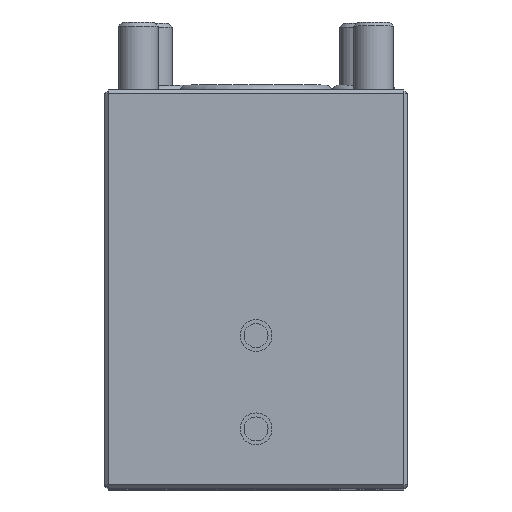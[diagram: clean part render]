
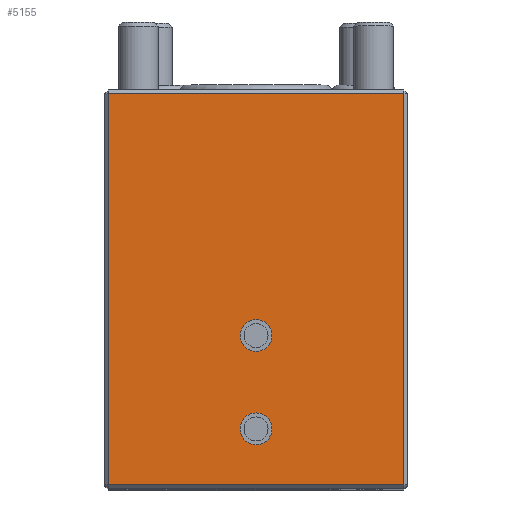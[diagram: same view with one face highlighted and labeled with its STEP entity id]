
A CAD part, top view. The second image highlights one B-rep face of the part: STEP entity #5155.
In plain terms, the highlighted planar face has unit normal (0, 0, 1).
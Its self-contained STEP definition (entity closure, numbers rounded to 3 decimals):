
#373=CIRCLE('',#5619,2.);
#374=CIRCLE('',#5620,2.);
#804=ORIENTED_EDGE('',*,*,#2072,.T.);
#805=ORIENTED_EDGE('',*,*,#2073,.T.);
#806=ORIENTED_EDGE('',*,*,#2074,.T.);
#807=ORIENTED_EDGE('',*,*,#2075,.T.);
#808=ORIENTED_EDGE('',*,*,#2076,.T.);
#809=ORIENTED_EDGE('',*,*,#2077,.T.);
#2072=EDGE_CURVE('',#2708,#2709,#3197,.T.);
#2073=EDGE_CURVE('',#2709,#2710,#3198,.T.);
#2074=EDGE_CURVE('',#2710,#2711,#3199,.T.);
#2075=EDGE_CURVE('',#2711,#2708,#3200,.T.);
#2076=EDGE_CURVE('',#2712,#2712,#373,.T.);
#2077=EDGE_CURVE('',#2713,#2713,#374,.T.);
#2708=VERTEX_POINT('',#8250);
#2709=VERTEX_POINT('',#8251);
#2710=VERTEX_POINT('',#8253);
#2711=VERTEX_POINT('',#8255);
#2712=VERTEX_POINT('',#8258);
#2713=VERTEX_POINT('',#8260);
#3197=LINE('',#8249,#3490);
#3198=LINE('',#8252,#3491);
#3199=LINE('',#8254,#3492);
#3200=LINE('',#8256,#3493);
#3490=VECTOR('',#6462,1000.);
#3491=VECTOR('',#6463,1000.);
#3492=VECTOR('',#6464,1000.);
#3493=VECTOR('',#6465,1000.);
#3773=EDGE_LOOP('',(#804,#805,#806,#807));
#3774=EDGE_LOOP('',(#808));
#3775=EDGE_LOOP('',(#809));
#4381=FACE_BOUND('',#3773,.T.);
#4382=FACE_BOUND('',#3774,.T.);
#4383=FACE_BOUND('',#3775,.T.);
#4956=PLANE('',#5618);
#5155=ADVANCED_FACE('',(#4381,#4382,#4383),#4956,.T.);
#5618=AXIS2_PLACEMENT_3D('',#8248,#6460,#6461);
#5619=AXIS2_PLACEMENT_3D('',#8257,#6466,#6467);
#5620=AXIS2_PLACEMENT_3D('',#8259,#6468,#6469);
#6460=DIRECTION('',(0.,0.,1.));
#6461=DIRECTION('',(1.,0.,0.));
#6462=DIRECTION('',(-1.,0.,0.));
#6463=DIRECTION('',(0.,-1.,0.));
#6464=DIRECTION('',(1.,0.,0.));
#6465=DIRECTION('',(0.,1.,0.));
#6466=DIRECTION('',(0.,0.,-1.));
#6467=DIRECTION('',(0.,-1.,0.));
#6468=DIRECTION('',(0.,0.,-1.));
#6469=DIRECTION('',(0.,-1.,0.));
#8248=CARTESIAN_POINT('',(38.,50.,89.));
#8249=CARTESIAN_POINT('',(0.,49.5,89.));
#8250=CARTESIAN_POINT('',(37.5,49.5,89.));
#8251=CARTESIAN_POINT('',(0.5,49.5,89.));
#8252=CARTESIAN_POINT('',(0.5,50.,89.));
#8253=CARTESIAN_POINT('',(0.5,0.5,89.));
#8254=CARTESIAN_POINT('',(38.,0.5,89.));
#8255=CARTESIAN_POINT('',(37.5,0.5,89.));
#8256=CARTESIAN_POINT('',(37.5,50.,89.));
#8257=CARTESIAN_POINT('',(19.,7.5,89.));
#8258=CARTESIAN_POINT('',(19.,5.5,89.));
#8259=CARTESIAN_POINT('',(19.,19.2,89.));
#8260=CARTESIAN_POINT('',(19.,17.2,89.));
